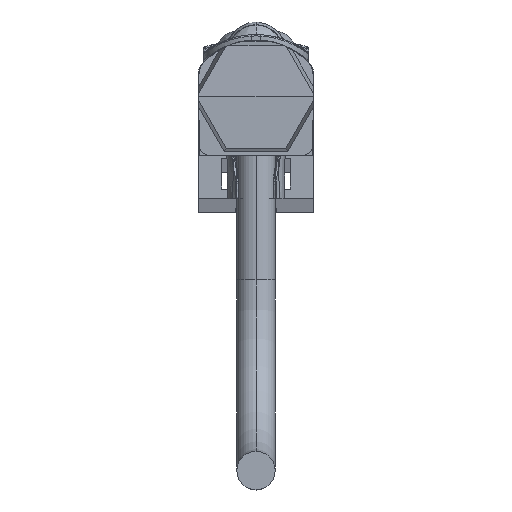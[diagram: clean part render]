
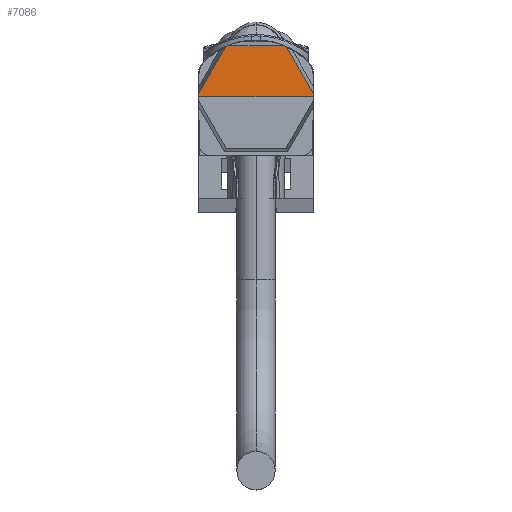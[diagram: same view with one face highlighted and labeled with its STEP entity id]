
A CAD part, top view. The second image highlights one B-rep face of the part: STEP entity #7086.
In plain terms, the highlighted planar face has unit normal (0, 0.018, 1).
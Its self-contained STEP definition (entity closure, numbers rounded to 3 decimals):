
#3971=CARTESIAN_POINT('',(2.928,11.472,15.656));
#3972=CARTESIAN_POINT('',(3.006,11.439,15.657));
#3973=CARTESIAN_POINT('',(3.084,11.404,15.657));
#3974=CARTESIAN_POINT('',(3.161,11.368,15.658));
#3976=DIRECTION('',(-0.497,0.868,-0.015));
#3977=VECTOR('',#3976,5.7);
#3978=CARTESIAN_POINT('',(5.994,6.423,15.744));
#3979=LINE('',#3978,#3977);
#3980=DIRECTION('',(-0.017,1.,-0.017));
#3981=VECTOR('',#3980,0.323);
#3982=CARTESIAN_POINT('',(6.,6.1,15.75));
#3983=LINE('',#3982,#3981);
#3984=DIRECTION('',(1.,0.,0.));
#3985=VECTOR('',#3984,12.);
#3986=CARTESIAN_POINT('',(-6.,6.1,15.75));
#3987=LINE('',#3986,#3985);
#3988=DIRECTION('',(0.017,1.,-0.017));
#3989=VECTOR('',#3988,0.323);
#3990=CARTESIAN_POINT('',(-6.,6.1,15.75));
#3991=LINE('',#3990,#3989);
#3992=DIRECTION('',(-0.497,-0.868,0.015));
#3993=VECTOR('',#3992,5.7);
#3994=CARTESIAN_POINT('',(-3.161,11.368,15.658));
#3995=LINE('',#3994,#3993);
#3996=CARTESIAN_POINT('',(-3.161,11.368,15.658));
#3997=CARTESIAN_POINT('',(-3.084,11.404,15.657));
#3998=CARTESIAN_POINT('',(-3.006,11.439,15.657));
#3999=CARTESIAN_POINT('',(-2.927,11.472,15.656));
#4001=DIRECTION('',(-1.,0.,0.));
#4002=VECTOR('',#4001,5.855);
#4003=CARTESIAN_POINT('',(2.928,11.472,15.656));
#4004=LINE('',#4003,#4002);
#4005=CARTESIAN_POINT('',(3.161,11.368,15.658));
#4050=CARTESIAN_POINT('',(2.928,11.472,15.656));
#4056=CARTESIAN_POINT('',(-2.927,11.472,15.656));
#4062=CARTESIAN_POINT('',(-3.161,11.368,15.658));
#4272=CARTESIAN_POINT('',(-6.,6.1,15.75));
#4273=VERTEX_POINT('',#4272);
#4274=CARTESIAN_POINT('',(6.,6.1,15.75));
#4275=VERTEX_POINT('',#4274);
#4284=VERTEX_POINT('',#4005);
#4287=CARTESIAN_POINT('',(5.994,6.423,15.744));
#4289=VERTEX_POINT('',#4287);
#4290=VERTEX_POINT('',#4062);
#4293=CARTESIAN_POINT('',(-5.994,6.423,15.744));
#4295=VERTEX_POINT('',#4293);
#4300=VERTEX_POINT('',#4050);
#4302=VERTEX_POINT('',#4056);
#7065=CARTESIAN_POINT('',(-6.64,6.1,15.75));
#7066=DIRECTION('',(0.,0.017,1.));
#7067=DIRECTION('',(1.,0.,0.));
#7068=AXIS2_PLACEMENT_3D('',#7065,#7066,#7067);
#7069=PLANE('',#7068);
#7070=ORIENTED_EDGE('',*,*,#4505,.T.);
#7072=ORIENTED_EDGE('',*,*,#7071,.F.);
#7074=ORIENTED_EDGE('',*,*,#7073,.F.);
#7075=ORIENTED_EDGE('',*,*,#7053,.F.);
#7077=ORIENTED_EDGE('',*,*,#7076,.T.);
#7079=ORIENTED_EDGE('',*,*,#7078,.F.);
#7081=ORIENTED_EDGE('',*,*,#7080,.T.);
#7083=ORIENTED_EDGE('',*,*,#7082,.F.);
#7084=EDGE_LOOP('',(#7070,#7072,#7074,#7075,#7077,#7079,#7081,#7083));
#7085=FACE_OUTER_BOUND('',#7084,.F.);
#7086=ADVANCED_FACE('',(#7085),#7069,.T.);
#3975=B_SPLINE_CURVE_WITH_KNOTS('',3,(#3971,#3972,#3973,#3974),.UNSPECIFIED.,
.F.,.F.,(4,4),(0.,1.),.UNSPECIFIED.);
#4000=B_SPLINE_CURVE_WITH_KNOTS('',3,(#3996,#3997,#3998,#3999),.UNSPECIFIED.,
.F.,.F.,(4,4),(0.,1.),.UNSPECIFIED.);
#4505=EDGE_CURVE('',#4300,#4284,#3975,.T.);
#7053=EDGE_CURVE('',#4273,#4275,#3987,.T.);
#7071=EDGE_CURVE('',#4289,#4284,#3979,.T.);
#7073=EDGE_CURVE('',#4275,#4289,#3983,.T.);
#7076=EDGE_CURVE('',#4273,#4295,#3991,.T.);
#7078=EDGE_CURVE('',#4290,#4295,#3995,.T.);
#7080=EDGE_CURVE('',#4290,#4302,#4000,.T.);
#7082=EDGE_CURVE('',#4300,#4302,#4004,.T.);
